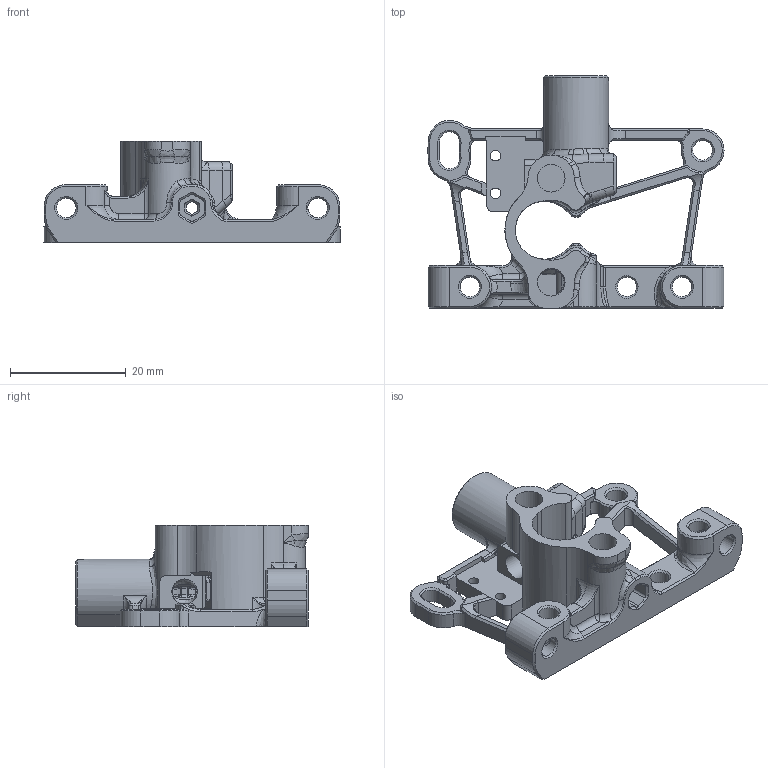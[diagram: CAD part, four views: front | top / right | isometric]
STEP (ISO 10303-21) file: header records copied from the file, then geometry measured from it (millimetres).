
FILE_DESCRIPTION(/* description */ ('CAx-IF Rec.Pracs.---Representation and Presentation of Product Manufacturing Information (PMI)---4.0---2014-10-13','CAx-IF Rec.Pracs.---3D Tessellated Geometry---0.4---2014-09-14','2;1'),/* implementation_level */ '2;1');
FILE_NAME(/* name */ 'sherpa_mini_release_2_sensor_mod__6mm_collet',/* time_stamp */ '2025-02-13T15:52:25+09:00',/* author */ (''),/* organization */ (''),/* preprocessor_version */ 'ST-DEVELOPER v19.3',/* originating_system */ 'SIEMENS PLM Software NX2212.3001',/* authorisation */ $);
FILE_SCHEMA (('AP242_MANAGED_MODEL_BASED_3D_ENGINEERING_MIM_LF { 1 0 10303 442 3 1 4 }'));
Length unit declared in the file: millimetre
Products named in the file (1): sherpa_mini_release_2_sensor_mod__6mm_collet
Bounding box: 51.24 x 40.25 x 17.5 mm (x, y, z)
Volume: 6741.2 mm3; surface area: 6488.3 mm2
Topology: 1 solids, 1 shells, 815 faces, 2048 edges, 1176 vertices
Faces by surface type: cylinder 242, plane 189, bspline 150, cone 134, torus 94, sphere 6
Full cylindrical faces by diameter (mm): 1.8 x2, 3.3 x1, 3.4 x7, 4.4 x1, 4.8 x3, 6.6 x1, 8.3 x1
Entity records: 28367 total; most frequent: CARTESIAN_POINT 10965, ORIENTED_EDGE 3888, DIRECTION 3169, EDGE_CURVE 1944, AXIS2_PLACEMENT_3D 1254, VERTEX_POINT 1162, EDGE_LOOP 884, FACE_BOUND 884
